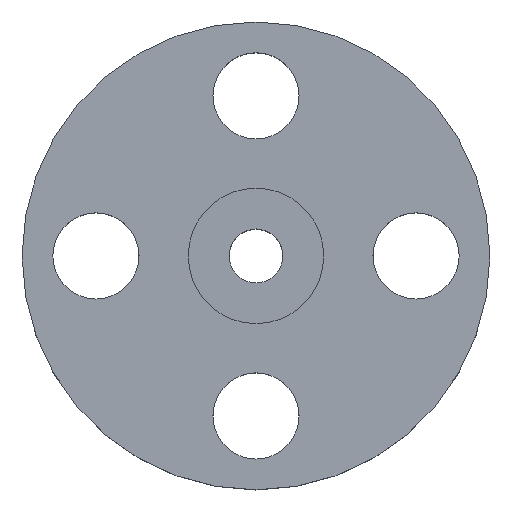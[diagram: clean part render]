
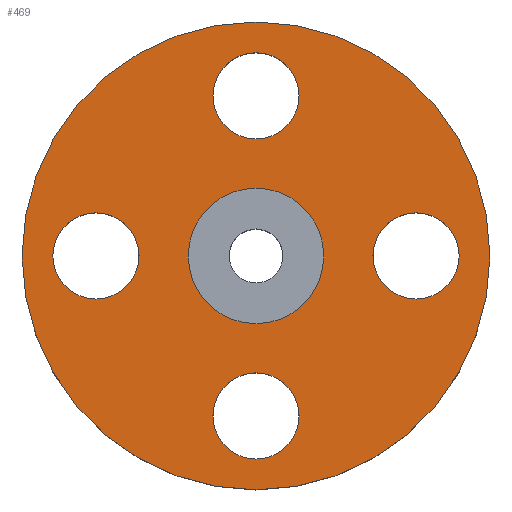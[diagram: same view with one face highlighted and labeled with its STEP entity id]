
A CAD part, top view. The second image highlights one B-rep face of the part: STEP entity #469.
In plain terms, the highlighted planar face has unit normal (0, 0, 1).
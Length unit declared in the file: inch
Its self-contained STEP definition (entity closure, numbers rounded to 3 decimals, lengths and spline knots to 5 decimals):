
#12 = CARTESIAN_POINT ( 'NONE',  ( 0., 1.625, -0.25 ) ) ;
#18 = CIRCLE ( 'NONE', #617, 0.4375 ) ;
#42 = DIRECTION ( 'NONE',  ( 0., 0., 1. ) ) ;
#47 = AXIS2_PLACEMENT_3D ( 'NONE', #756, #160, #619 ) ;
#59 = AXIS2_PLACEMENT_3D ( 'NONE', #807, #745, #149 ) ;
#65 = CARTESIAN_POINT ( 'NONE',  ( 0.6875, 0., -0.25 ) ) ;
#74 = DIRECTION ( 'NONE',  ( 0., -1., 0. ) ) ;
#92 = AXIS2_PLACEMENT_3D ( 'NONE', #430, #42, #483 ) ;
#94 = DIRECTION ( 'NONE',  ( 0., 0., 1. ) ) ;
#101 = CARTESIAN_POINT ( 'NONE',  ( -1.1875, 0., -0.25 ) ) ;
#103 = ORIENTED_EDGE ( 'NONE', *, *, #418, .F. ) ;
#122 = AXIS2_PLACEMENT_3D ( 'NONE', #12, #534, #74 ) ;
#149 = DIRECTION ( 'NONE',  ( 1., 0., 0. ) ) ;
#156 = FACE_BOUND ( 'NONE', #442, .T. ) ;
#160 = DIRECTION ( 'NONE',  ( 0., 0., 1. ) ) ;
#164 = AXIS2_PLACEMENT_3D ( 'NONE', #749, #413, #303 ) ;
#165 = ORIENTED_EDGE ( 'NONE', *, *, #285, .F. ) ;
#169 = CARTESIAN_POINT ( 'NONE',  ( 1.625, 0., -0.25 ) ) ;
#195 = DIRECTION ( 'NONE',  ( 1., 0., 0. ) ) ;
#198 = CARTESIAN_POINT ( 'NONE',  ( 1.1875, 0., -0.25 ) ) ;
#209 = VERTEX_POINT ( 'NONE', #101 ) ;
#221 = AXIS2_PLACEMENT_3D ( 'NONE', #169, #681, #823 ) ;
#224 = CARTESIAN_POINT ( 'NONE',  ( -2.375, 0., -0.25 ) ) ;
#225 = VERTEX_POINT ( 'NONE', #510 ) ;
#227 = CARTESIAN_POINT ( 'NONE',  ( -0.4375, -1.625, -0.25 ) ) ;
#230 = EDGE_LOOP ( 'NONE', ( #245, #634 ) ) ;
#239 = FACE_OUTER_BOUND ( 'NONE', #578, .T. ) ;
#240 = DIRECTION ( 'NONE',  ( 0., 1., 0. ) ) ;
#245 = ORIENTED_EDGE ( 'NONE', *, *, #331, .F. ) ;
#275 = CARTESIAN_POINT ( 'NONE',  ( 0., 1.625, -0.25 ) ) ;
#276 = CARTESIAN_POINT ( 'NONE',  ( -1.625, 0., -0.25 ) ) ;
#285 = EDGE_CURVE ( 'NONE', #225, #209, #647, .T. ) ;
#298 = ORIENTED_EDGE ( 'NONE', *, *, #829, .F. ) ;
#303 = DIRECTION ( 'NONE',  ( 1., 0., 0. ) ) ;
#310 = CARTESIAN_POINT ( 'NONE',  ( 2.0625, 0., -0.25 ) ) ;
#314 = CARTESIAN_POINT ( 'NONE',  ( 0.4375, -1.625, -0.25 ) ) ;
#320 = CIRCLE ( 'NONE', #59, 0.6875 ) ;
#322 = AXIS2_PLACEMENT_3D ( 'NONE', #327, #657, #195 ) ;
#327 = CARTESIAN_POINT ( 'NONE',  ( 0., 0., -0.25 ) ) ;
#331 = EDGE_CURVE ( 'NONE', #516, #593, #494, .T. ) ;
#333 = CARTESIAN_POINT ( 'NONE',  ( 1.625, 0., -0.25 ) ) ;
#342 = EDGE_CURVE ( 'NONE', #593, #516, #18, .T. ) ;
#354 = CARTESIAN_POINT ( 'NONE',  ( 2.375, 0., -0.25 ) ) ;
#356 = AXIS2_PLACEMENT_3D ( 'NONE', #615, #758, #504 ) ;
#360 = EDGE_CURVE ( 'NONE', #850, #543, #320, .T. ) ;
#369 = CARTESIAN_POINT ( 'NONE',  ( 0.4375, 1.625, -0.25 ) ) ;
#391 = CARTESIAN_POINT ( 'NONE',  ( -0.4375, 1.625, -0.25 ) ) ;
#393 = VERTEX_POINT ( 'NONE', #198 ) ;
#400 = DIRECTION ( 'NONE',  ( 0., -1., 0. ) ) ;
#411 = VERTEX_POINT ( 'NONE', #227 ) ;
#413 = DIRECTION ( 'NONE',  ( 0., 0., 1. ) ) ;
#418 = EDGE_CURVE ( 'NONE', #393, #743, #474, .T. ) ;
#419 = PLANE ( 'NONE',  #356 ) ;
#421 = ORIENTED_EDGE ( 'NONE', *, *, #547, .T. ) ;
#425 = EDGE_CURVE ( 'NONE', #551, #411, #609, .T. ) ;
#428 = ORIENTED_EDGE ( 'NONE', *, *, #705, .F. ) ;
#430 = CARTESIAN_POINT ( 'NONE',  ( 0., -1.625, -0.25 ) ) ;
#431 = VERTEX_POINT ( 'NONE', #354 ) ;
#436 = ORIENTED_EDGE ( 'NONE', *, *, #808, .F. ) ;
#442 = EDGE_LOOP ( 'NONE', ( #793, #103 ) ) ;
#445 = CARTESIAN_POINT ( 'NONE',  ( 0., 0., -0.25 ) ) ;
#451 = ORIENTED_EDGE ( 'NONE', *, *, #360, .F. ) ;
#469 = ADVANCED_FACE ( 'NONE', ( #565, #156, #548, #489, #836, #239 ), #419, .F. ) ;
#474 = CIRCLE ( 'NONE', #221, 0.4375 ) ;
#483 = DIRECTION ( 'NONE',  ( 0., 1., 0. ) ) ;
#489 = FACE_BOUND ( 'NONE', #764, .T. ) ;
#494 = CIRCLE ( 'NONE', #122, 0.4375 ) ;
#500 = EDGE_LOOP ( 'NONE', ( #451, #298 ) ) ;
#504 = DIRECTION ( 'NONE',  ( -1., 0., 0. ) ) ;
#510 = CARTESIAN_POINT ( 'NONE',  ( -2.0625, 0., -0.25 ) ) ;
#511 = EDGE_CURVE ( 'NONE', #825, #431, #810, .T. ) ;
#516 = VERTEX_POINT ( 'NONE', #369 ) ;
#523 = DIRECTION ( 'NONE',  ( -1., 0., 0. ) ) ;
#526 = DIRECTION ( 'NONE',  ( 1., 0., 0. ) ) ;
#534 = DIRECTION ( 'NONE',  ( 0., 0., 1. ) ) ;
#539 = DIRECTION ( 'NONE',  ( 0., 0., 1. ) ) ;
#540 = CIRCLE ( 'NONE', #164, 0.4375 ) ;
#543 = VERTEX_POINT ( 'NONE', #670 ) ;
#545 = EDGE_CURVE ( 'NONE', #743, #393, #783, .T. ) ;
#547 = EDGE_CURVE ( 'NONE', #431, #825, #599, .T. ) ;
#548 = FACE_BOUND ( 'NONE', #728, .T. ) ;
#551 = VERTEX_POINT ( 'NONE', #314 ) ;
#552 = AXIS2_PLACEMENT_3D ( 'NONE', #333, #643, #523 ) ;
#554 = CIRCLE ( 'NONE', #812, 0.4375 ) ;
#565 = FACE_BOUND ( 'NONE', #230, .T. ) ;
#578 = EDGE_LOOP ( 'NONE', ( #421, #614 ) ) ;
#593 = VERTEX_POINT ( 'NONE', #391 ) ;
#599 = CIRCLE ( 'NONE', #723, 2.375 ) ;
#605 = ORIENTED_EDGE ( 'NONE', *, *, #425, .F. ) ;
#609 = CIRCLE ( 'NONE', #92, 0.4375 ) ;
#614 = ORIENTED_EDGE ( 'NONE', *, *, #511, .T. ) ;
#615 = CARTESIAN_POINT ( 'NONE',  ( 0., 0.6875, -0.25 ) ) ;
#617 = AXIS2_PLACEMENT_3D ( 'NONE', #275, #731, #400 ) ;
#619 = DIRECTION ( 'NONE',  ( 1., 0., 0. ) ) ;
#634 = ORIENTED_EDGE ( 'NONE', *, *, #342, .F. ) ;
#643 = DIRECTION ( 'NONE',  ( 0., 0., 1. ) ) ;
#647 = CIRCLE ( 'NONE', #795, 0.4375 ) ;
#650 = CIRCLE ( 'NONE', #47, 0.6875 ) ;
#657 = DIRECTION ( 'NONE',  ( 0., 0., 1. ) ) ;
#670 = CARTESIAN_POINT ( 'NONE',  ( -0.6875, 0., -0.25 ) ) ;
#681 = DIRECTION ( 'NONE',  ( 0., 0., 1. ) ) ;
#685 = CARTESIAN_POINT ( 'NONE',  ( 0., -1.625, -0.25 ) ) ;
#705 = EDGE_CURVE ( 'NONE', #209, #225, #540, .T. ) ;
#723 = AXIS2_PLACEMENT_3D ( 'NONE', #445, #724, #802 ) ;
#724 = DIRECTION ( 'NONE',  ( 0., 0., 1. ) ) ;
#728 = EDGE_LOOP ( 'NONE', ( #605, #436 ) ) ;
#731 = DIRECTION ( 'NONE',  ( 0., 0., 1. ) ) ;
#743 = VERTEX_POINT ( 'NONE', #310 ) ;
#745 = DIRECTION ( 'NONE',  ( 0., 0., 1. ) ) ;
#749 = CARTESIAN_POINT ( 'NONE',  ( -1.625, 0., -0.25 ) ) ;
#756 = CARTESIAN_POINT ( 'NONE',  ( 0., 0., -0.25 ) ) ;
#758 = DIRECTION ( 'NONE',  ( 0., 0., -1. ) ) ;
#764 = EDGE_LOOP ( 'NONE', ( #428, #165 ) ) ;
#783 = CIRCLE ( 'NONE', #552, 0.4375 ) ;
#793 = ORIENTED_EDGE ( 'NONE', *, *, #545, .F. ) ;
#795 = AXIS2_PLACEMENT_3D ( 'NONE', #276, #539, #526 ) ;
#802 = DIRECTION ( 'NONE',  ( 1., 0., 0. ) ) ;
#807 = CARTESIAN_POINT ( 'NONE',  ( 0., 0., -0.25 ) ) ;
#808 = EDGE_CURVE ( 'NONE', #411, #551, #554, .T. ) ;
#810 = CIRCLE ( 'NONE', #322, 2.375 ) ;
#812 = AXIS2_PLACEMENT_3D ( 'NONE', #685, #94, #240 ) ;
#823 = DIRECTION ( 'NONE',  ( -1., 0., 0. ) ) ;
#825 = VERTEX_POINT ( 'NONE', #224 ) ;
#829 = EDGE_CURVE ( 'NONE', #543, #850, #650, .T. ) ;
#836 = FACE_BOUND ( 'NONE', #500, .T. ) ;
#850 = VERTEX_POINT ( 'NONE', #65 ) ;
